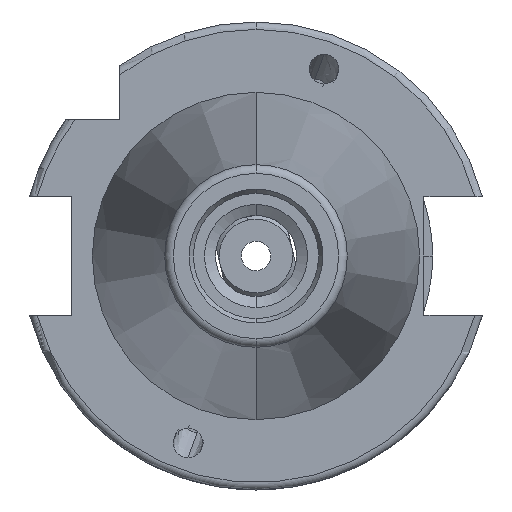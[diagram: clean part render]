
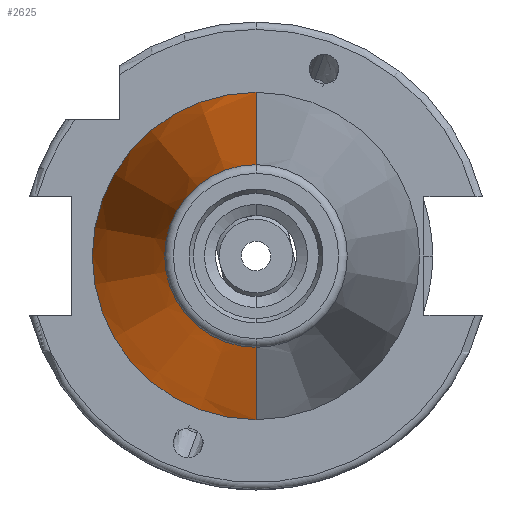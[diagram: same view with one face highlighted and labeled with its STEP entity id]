
A CAD part, left-side view. The second image highlights one B-rep face of the part: STEP entity #2625.
In plain terms, the highlighted conical face has half-angle 8.297 degrees and reference radius 22.225 mm.
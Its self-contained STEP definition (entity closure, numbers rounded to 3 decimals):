
#580 = ORIENTED_EDGE ( 'NONE', *, *, #8061, .F. ) ;
#617 = DIRECTION ( 'NONE',  ( 0., -1., 0. ) ) ;
#707 = EDGE_CURVE ( 'NONE', #1970, #6710, #1157, .T. ) ;
#727 = ORIENTED_EDGE ( 'NONE', *, *, #4563, .T. ) ;
#1157 = CIRCLE ( 'NONE', #7803, 12.4 ) ;
#1306 = CARTESIAN_POINT ( 'NONE',  ( -67.373, 0., 0. ) ) ;
#1327 = EDGE_LOOP ( 'NONE', ( #4692, #1527, #727, #580 ) ) ;
#1413 = FACE_OUTER_BOUND ( 'NONE', #1327, .T. ) ;
#1527 = ORIENTED_EDGE ( 'NONE', *, *, #7741, .T. ) ;
#1552 = DIRECTION ( 'NONE',  ( 1., 0., 0. ) ) ;
#1914 = CARTESIAN_POINT ( 'NONE',  ( 0., -22.225, 0. ) ) ;
#1970 = VERTEX_POINT ( 'NONE', #5592 ) ;
#2263 = AXIS2_PLACEMENT_3D ( 'NONE', #6282, #1552, #5953 ) ;
#2625 = ADVANCED_FACE ( 'NONE', ( #1413 ), #8348, .T. ) ;
#2786 = CARTESIAN_POINT ( 'NONE',  ( 0., 0., 0. ) ) ;
#2921 = CIRCLE ( 'NONE', #4538, 22.225 ) ;
#2948 = VERTEX_POINT ( 'NONE', #1914 ) ;
#2954 = CARTESIAN_POINT ( 'NONE',  ( 0., -22.225, 0. ) ) ;
#3530 = DIRECTION ( 'NONE',  ( 0., -1., 0. ) ) ;
#3624 = DIRECTION ( 'NONE',  ( 0.99, 0.144, 0. ) ) ;
#3823 = LINE ( 'NONE', #2954, #8907 ) ;
#4538 = AXIS2_PLACEMENT_3D ( 'NONE', #2786, #8371, #3530 ) ;
#4563 = EDGE_CURVE ( 'NONE', #2948, #8474, #2921, .T. ) ;
#4608 = CARTESIAN_POINT ( 'NONE',  ( 0., 22.225, 0. ) ) ;
#4692 = ORIENTED_EDGE ( 'NONE', *, *, #707, .F. ) ;
#4804 = CARTESIAN_POINT ( 'NONE',  ( 0., 22.225, 0. ) ) ;
#5463 = DIRECTION ( 'NONE',  ( -1., 0., 0. ) ) ;
#5592 = CARTESIAN_POINT ( 'NONE',  ( -67.373, -12.4, 0. ) ) ;
#5765 = VECTOR ( 'NONE', #3624, 1000. ) ;
#5953 = DIRECTION ( 'NONE',  ( 0., 1., 0. ) ) ;
#5962 = LINE ( 'NONE', #4608, #5765 ) ;
#6282 = CARTESIAN_POINT ( 'NONE',  ( 0., 0., 0. ) ) ;
#6710 = VERTEX_POINT ( 'NONE', #8724 ) ;
#7277 = DIRECTION ( 'NONE',  ( 0.99, -0.144, 0. ) ) ;
#7741 = EDGE_CURVE ( 'NONE', #1970, #2948, #3823, .T. ) ;
#7803 = AXIS2_PLACEMENT_3D ( 'NONE', #1306, #5463, #617 ) ;
#8061 = EDGE_CURVE ( 'NONE', #6710, #8474, #5962, .T. ) ;
#8348 = CONICAL_SURFACE ( 'NONE', #2263, 22.225, 0.145 ) ;
#8371 = DIRECTION ( 'NONE',  ( -1., 0., 0. ) ) ;
#8474 = VERTEX_POINT ( 'NONE', #4804 ) ;
#8724 = CARTESIAN_POINT ( 'NONE',  ( -67.373, 12.4, 0. ) ) ;
#8907 = VECTOR ( 'NONE', #7277, 1000. ) ;
